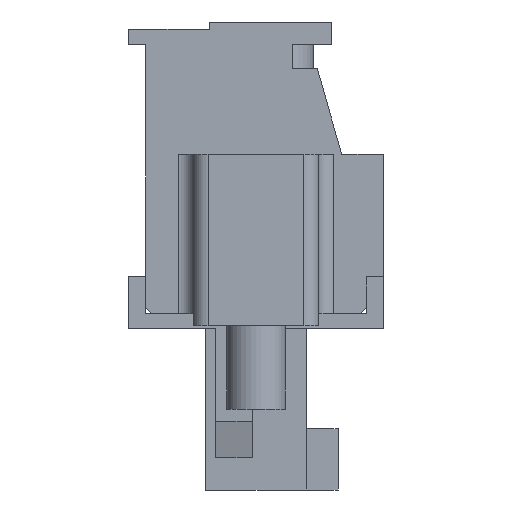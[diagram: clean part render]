
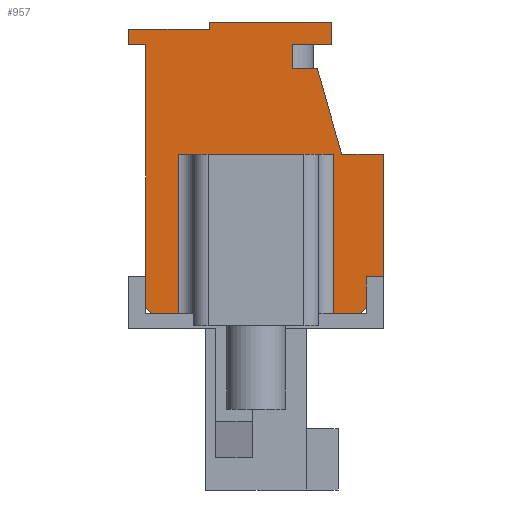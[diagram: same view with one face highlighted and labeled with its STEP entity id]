
A CAD part, left-side view. The second image highlights one B-rep face of the part: STEP entity #957.
In plain terms, the highlighted planar face has unit normal (-1, 0, 0).
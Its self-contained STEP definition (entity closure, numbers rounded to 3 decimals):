
#957 = ADVANCED_FACE( '', ( #2394 ), #2395, .T. );
#2394 = FACE_OUTER_BOUND( '', #4478, .T. );
#2395 = PLANE( '', #4479 );
#4478 = EDGE_LOOP( '', ( #6674, #6675, #6676, #6677, #6678, #6679, #6680, #6681, #6682, #6683, #6684, #6685, #6686, #6687, #6688, #6689, #6690, #6691, #6692, #6693, #6694, #6695 ) );
#4479 = AXIS2_PLACEMENT_3D( '', #6696, #6697, #6698 );
#6674 = ORIENTED_EDGE( '', *, *, #12715, .T. );
#6675 = ORIENTED_EDGE( '', *, *, #12791, .T. );
#6676 = ORIENTED_EDGE( '', *, *, #12792, .T. );
#6677 = ORIENTED_EDGE( '', *, *, #12793, .T. );
#6678 = ORIENTED_EDGE( '', *, *, #12794, .F. );
#6679 = ORIENTED_EDGE( '', *, *, #12795, .T. );
#6680 = ORIENTED_EDGE( '', *, *, #12796, .T. );
#6681 = ORIENTED_EDGE( '', *, *, #12797, .T. );
#6682 = ORIENTED_EDGE( '', *, *, #12798, .T. );
#6683 = ORIENTED_EDGE( '', *, *, #12799, .T. );
#6684 = ORIENTED_EDGE( '', *, *, #12800, .T. );
#6685 = ORIENTED_EDGE( '', *, *, #12801, .T. );
#6686 = ORIENTED_EDGE( '', *, *, #12802, .T. );
#6687 = ORIENTED_EDGE( '', *, *, #12803, .T. );
#6688 = ORIENTED_EDGE( '', *, *, #12804, .T. );
#6689 = ORIENTED_EDGE( '', *, *, #12805, .T. );
#6690 = ORIENTED_EDGE( '', *, *, #12806, .T. );
#6691 = ORIENTED_EDGE( '', *, *, #12807, .T. );
#6692 = ORIENTED_EDGE( '', *, *, #12808, .T. );
#6693 = ORIENTED_EDGE( '', *, *, #12809, .T. );
#6694 = ORIENTED_EDGE( '', *, *, #12810, .T. );
#6695 = ORIENTED_EDGE( '', *, *, #12811, .T. );
#6696 = CARTESIAN_POINT( '', ( -8.75, 0., 0. ) );
#6697 = DIRECTION( '', ( -1., 0., 0. ) );
#6698 = DIRECTION( '', ( 0., 0., 1. ) );
#12715 = EDGE_CURVE( '', #15187, #15185, #15188, .T. );
#12791 = EDGE_CURVE( '', #15185, #15324, #15325, .F. );
#12792 = EDGE_CURVE( '', #15324, #15326, #15327, .T. );
#12793 = EDGE_CURVE( '', #15326, #15328, #15329, .F. );
#12794 = EDGE_CURVE( '', #15330, #15328, #15331, .T. );
#12795 = EDGE_CURVE( '', #15330, #15332, #15333, .F. );
#12796 = EDGE_CURVE( '', #15332, #15334, #15335, .T. );
#12797 = EDGE_CURVE( '', #15334, #15336, #15337, .F. );
#12798 = EDGE_CURVE( '', #15336, #15338, #15339, .T. );
#12799 = EDGE_CURVE( '', #15338, #15340, #15341, .T. );
#12800 = EDGE_CURVE( '', #15340, #15342, #15343, .T. );
#12801 = EDGE_CURVE( '', #15342, #15344, #15345, .T. );
#12802 = EDGE_CURVE( '', #15344, #15346, #15347, .T. );
#12803 = EDGE_CURVE( '', #15346, #15348, #15349, .T. );
#12804 = EDGE_CURVE( '', #15348, #15350, #15351, .T. );
#12805 = EDGE_CURVE( '', #15350, #15352, #15353, .T. );
#12806 = EDGE_CURVE( '', #15352, #15354, #15355, .T. );
#12807 = EDGE_CURVE( '', #15354, #15356, #15357, .T. );
#12808 = EDGE_CURVE( '', #15356, #15358, #15359, .T. );
#12809 = EDGE_CURVE( '', #15358, #15360, #15361, .T. );
#12810 = EDGE_CURVE( '', #15360, #15362, #15363, .T. );
#12811 = EDGE_CURVE( '', #15362, #15187, #15364, .T. );
#15185 = VERTEX_POINT( '', #18802 );
#15187 = VERTEX_POINT( '', #18805 );
#15188 = LINE( '', #18806, #18807 );
#15324 = VERTEX_POINT( '', #19007 );
#15325 = LINE( '', #19008, #19009 );
#15326 = VERTEX_POINT( '', #19010 );
#15327 = LINE( '', #19011, #19012 );
#15328 = VERTEX_POINT( '', #19013 );
#15329 = LINE( '', #19014, #19015 );
#15330 = VERTEX_POINT( '', #19016 );
#15331 = LINE( '', #19017, #19018 );
#15332 = VERTEX_POINT( '', #19019 );
#15333 = LINE( '', #19020, #19021 );
#15334 = VERTEX_POINT( '', #19022 );
#15335 = LINE( '', #19023, #19024 );
#15336 = VERTEX_POINT( '', #19025 );
#15337 = LINE( '', #19026, #19027 );
#15338 = VERTEX_POINT( '', #19028 );
#15339 = LINE( '', #19029, #19030 );
#15340 = VERTEX_POINT( '', #19031 );
#15341 = LINE( '', #19032, #19033 );
#15342 = VERTEX_POINT( '', #19034 );
#15343 = LINE( '', #19035, #19036 );
#15344 = VERTEX_POINT( '', #19037 );
#15345 = LINE( '', #19038, #19039 );
#15346 = VERTEX_POINT( '', #19040 );
#15347 = LINE( '', #19041, #19042 );
#15348 = VERTEX_POINT( '', #19043 );
#15349 = LINE( '', #19044, #19045 );
#15350 = VERTEX_POINT( '', #19046 );
#15351 = LINE( '', #19047, #19048 );
#15352 = VERTEX_POINT( '', #19049 );
#15353 = LINE( '', #19050, #19051 );
#15354 = VERTEX_POINT( '', #19052 );
#15355 = LINE( '', #19053, #19054 );
#15356 = VERTEX_POINT( '', #19055 );
#15357 = LINE( '', #19056, #19057 );
#15358 = VERTEX_POINT( '', #19058 );
#15359 = LINE( '', #19059, #19060 );
#15360 = VERTEX_POINT( '', #19061 );
#15361 = LINE( '', #19062, #19063 );
#15362 = VERTEX_POINT( '', #19064 );
#15363 = LINE( '', #19065, #19066 );
#15364 = LINE( '', #19067, #19068 );
#18802 = CARTESIAN_POINT( '', ( -8.75, 4.5, -4.99 ) );
#18805 = CARTESIAN_POINT( '', ( -8.75, 4.5, 5.74 ) );
#18806 = CARTESIAN_POINT( '', ( -8.75, 4.5, 5.74 ) );
#18807 = VECTOR( '', #23948, 1000. );
#19007 = CARTESIAN_POINT( '', ( -8.75, 4.25, -5.24 ) );
#19008 = CARTESIAN_POINT( '', ( -8.75, 4.745, -4.745 ) );
#19009 = VECTOR( '', #24020, 1000. );
#19010 = CARTESIAN_POINT( '', ( -8.75, 3.15, -5.24 ) );
#19011 = CARTESIAN_POINT( '', ( -8.75, 0., -5.24 ) );
#19012 = VECTOR( '', #24021, 1000. );
#19013 = CARTESIAN_POINT( '', ( -8.75, 3.15, 1.26 ) );
#19014 = CARTESIAN_POINT( '', ( -8.75, 3.15, 0. ) );
#19015 = VECTOR( '', #24022, 1000. );
#19016 = CARTESIAN_POINT( '', ( -8.75, -3.15, 1.26 ) );
#19017 = CARTESIAN_POINT( '', ( -8.75, -2.55, 1.26 ) );
#19018 = VECTOR( '', #24023, 1000. );
#19019 = CARTESIAN_POINT( '', ( -8.75, -3.15, -5.24 ) );
#19020 = CARTESIAN_POINT( '', ( -8.75, -3.15, 0. ) );
#19021 = VECTOR( '', #24024, 1000. );
#19022 = CARTESIAN_POINT( '', ( -8.75, -4.25, -5.24 ) );
#19023 = CARTESIAN_POINT( '', ( -8.75, 0., -5.24 ) );
#19024 = VECTOR( '', #24025, 1000. );
#19025 = CARTESIAN_POINT( '', ( -8.75, -4.5, -4.99 ) );
#19026 = CARTESIAN_POINT( '', ( -8.75, -4.745, -4.745 ) );
#19027 = VECTOR( '', #24026, 1000. );
#19028 = CARTESIAN_POINT( '', ( -8.75, -4.5, -3.74 ) );
#19029 = CARTESIAN_POINT( '', ( -8.75, -4.5, -5.74 ) );
#19030 = VECTOR( '', #24027, 1000. );
#19031 = CARTESIAN_POINT( '', ( -8.75, -5.2, -3.74 ) );
#19032 = CARTESIAN_POINT( '', ( -8.75, -4.5, -3.74 ) );
#19033 = VECTOR( '', #24028, 1000. );
#19034 = CARTESIAN_POINT( '', ( -8.75, -5.2, 1.26 ) );
#19035 = CARTESIAN_POINT( '', ( -8.75, -5.2, -3.74 ) );
#19036 = VECTOR( '', #24029, 1000. );
#19037 = CARTESIAN_POINT( '', ( -8.75, -3.5, 1.26 ) );
#19038 = CARTESIAN_POINT( '', ( -8.75, -5.2, 1.26 ) );
#19039 = VECTOR( '', #24030, 1000. );
#19040 = CARTESIAN_POINT( '', ( -8.75, -2.5, 4.76 ) );
#19041 = CARTESIAN_POINT( '', ( -8.75, -3.5, 1.26 ) );
#19042 = VECTOR( '', #24031, 1000. );
#19043 = CARTESIAN_POINT( '', ( -8.75, -1.5, 4.76 ) );
#19044 = CARTESIAN_POINT( '', ( -8.75, -1.5, 4.76 ) );
#19045 = VECTOR( '', #24032, 1000. );
#19046 = CARTESIAN_POINT( '', ( -8.75, -1.5, 5.76 ) );
#19047 = CARTESIAN_POINT( '', ( -8.75, -1.5, 4.76 ) );
#19048 = VECTOR( '', #24033, 1000. );
#19049 = CARTESIAN_POINT( '', ( -8.75, -3.1, 5.76 ) );
#19050 = CARTESIAN_POINT( '', ( -8.75, -1.5, 5.76 ) );
#19051 = VECTOR( '', #24034, 1000. );
#19052 = CARTESIAN_POINT( '', ( -8.75, -3.1, 6.66 ) );
#19053 = CARTESIAN_POINT( '', ( -8.75, -3.1, 5.76 ) );
#19054 = VECTOR( '', #24035, 1000. );
#19055 = CARTESIAN_POINT( '', ( -8.75, 1.9, 6.66 ) );
#19056 = CARTESIAN_POINT( '', ( -8.75, -3.1, 6.66 ) );
#19057 = VECTOR( '', #24036, 1000. );
#19058 = CARTESIAN_POINT( '', ( -8.75, 1.9, 6.36 ) );
#19059 = CARTESIAN_POINT( '', ( -8.75, 1.9, 6.66 ) );
#19060 = VECTOR( '', #24037, 1000. );
#19061 = CARTESIAN_POINT( '', ( -8.75, 5.2, 6.36 ) );
#19062 = CARTESIAN_POINT( '', ( -8.75, 1.9, 6.36 ) );
#19063 = VECTOR( '', #24038, 1000. );
#19064 = CARTESIAN_POINT( '', ( -8.75, 5.2, 5.74 ) );
#19065 = CARTESIAN_POINT( '', ( -8.75, 5.2, 6.36 ) );
#19066 = VECTOR( '', #24039, 1000. );
#19067 = CARTESIAN_POINT( '', ( -8.75, 5.2, 5.74 ) );
#19068 = VECTOR( '', #24040, 1000. );
#23948 = DIRECTION( '', ( 0., 0., -1. ) );
#24020 = DIRECTION( '', ( 0., 0.707, 0.707 ) );
#24021 = DIRECTION( '', ( 0., -1., 0. ) );
#24022 = DIRECTION( '', ( 0., 0., -1. ) );
#24023 = DIRECTION( '', ( 0., 1., 0. ) );
#24024 = DIRECTION( '', ( 0., 0., 1. ) );
#24025 = DIRECTION( '', ( 0., -1., 0. ) );
#24026 = DIRECTION( '', ( 0., 0.707, -0.707 ) );
#24027 = DIRECTION( '', ( 0., 0., 1. ) );
#24028 = DIRECTION( '', ( 0., -1., 0. ) );
#24029 = DIRECTION( '', ( 0., 0., 1. ) );
#24030 = DIRECTION( '', ( 0., 1., 0. ) );
#24031 = DIRECTION( '', ( 0., 0.275, 0.962 ) );
#24032 = DIRECTION( '', ( 0., 1., 0. ) );
#24033 = DIRECTION( '', ( 0., 0., 1. ) );
#24034 = DIRECTION( '', ( 0., -1., 0. ) );
#24035 = DIRECTION( '', ( 0., 0., 1. ) );
#24036 = DIRECTION( '', ( 0., 1., 0. ) );
#24037 = DIRECTION( '', ( 0., 0., -1. ) );
#24038 = DIRECTION( '', ( 0., 1., 0. ) );
#24039 = DIRECTION( '', ( 0., 0., -1. ) );
#24040 = DIRECTION( '', ( 0., -1., 0. ) );
